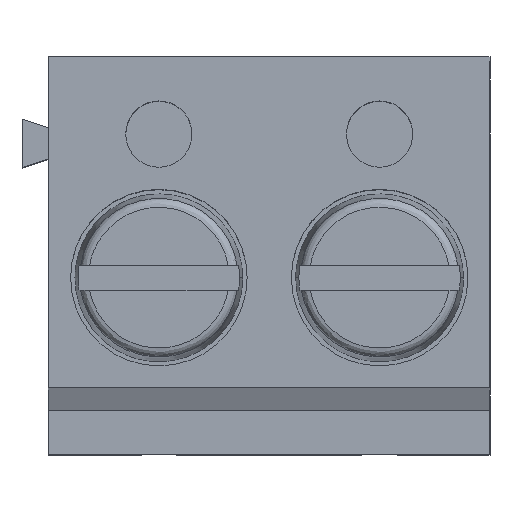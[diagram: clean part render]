
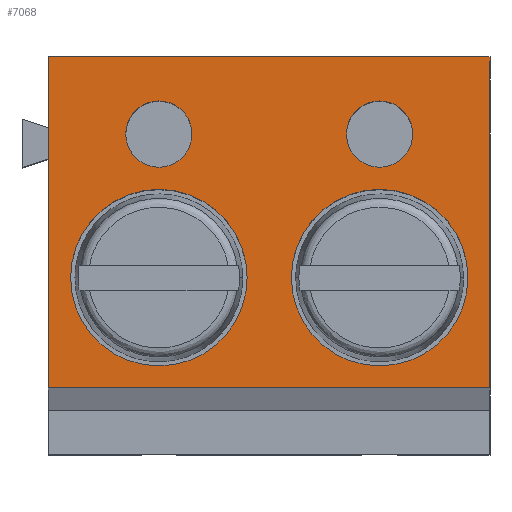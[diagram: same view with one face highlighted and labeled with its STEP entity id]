
A CAD part, top view. The second image highlights one B-rep face of the part: STEP entity #7068.
In plain terms, the highlighted planar face has unit normal (0, 0, -1).
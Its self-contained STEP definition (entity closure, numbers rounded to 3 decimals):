
#64 = CARTESIAN_POINT ( 'NONE',  ( -4.5, -0.5, 12.6 ) ) ;
#121 = EDGE_CURVE ( 'NONE', #13761, #7711, #2223, .T. ) ;
#162 = VERTEX_POINT ( 'NONE', #6240 ) ;
#335 = CIRCLE ( 'NONE', #14650, 0.75 ) ;
#344 = EDGE_LOOP ( 'NONE', ( #1355, #13691 ) ) ;
#403 = AXIS2_PLACEMENT_3D ( 'NONE', #12940, #14177, #10393 ) ;
#409 = CARTESIAN_POINT ( 'NONE',  ( -2.5, -0.5, 12.6 ) ) ;
#619 = AXIS2_PLACEMENT_3D ( 'NONE', #6502, #9479, #1134 ) ;
#957 = VECTOR ( 'NONE', #15185, 1000. ) ;
#1062 = FACE_BOUND ( 'NONE', #7598, .T. ) ;
#1134 = DIRECTION ( 'NONE',  ( 1., 0., 0. ) ) ;
#1210 = DIRECTION ( 'NONE',  ( 0., 1., 0. ) ) ;
#1318 = DIRECTION ( 'NONE',  ( 0., 0., -1. ) ) ;
#1355 = ORIENTED_EDGE ( 'NONE', *, *, #5323, .F. ) ;
#1410 = ORIENTED_EDGE ( 'NONE', *, *, #4802, .F. ) ;
#1672 = EDGE_CURVE ( 'NONE', #12450, #5497, #13200, .T. ) ;
#1705 = CARTESIAN_POINT ( 'NONE',  ( -5., -3., 12.6 ) ) ;
#1747 = CIRCLE ( 'NONE', #17184, 2. ) ;
#1792 = EDGE_CURVE ( 'NONE', #162, #12237, #9026, .T. ) ;
#2025 = CARTESIAN_POINT ( 'NONE',  ( 5., -3., 12.6 ) ) ;
#2110 = DIRECTION ( 'NONE',  ( 1., 0., 0. ) ) ;
#2174 = CARTESIAN_POINT ( 'NONE',  ( 0., -3., 12.6 ) ) ;
#2223 = CIRCLE ( 'NONE', #3901, 0.75 ) ;
#2299 = PLANE ( 'NONE',  #403 ) ;
#2381 = DIRECTION ( 'NONE',  ( -1., 0., 0. ) ) ;
#2737 = DIRECTION ( 'NONE',  ( 0., 0., -1. ) ) ;
#3006 = CARTESIAN_POINT ( 'NONE',  ( -2.5, 2.75, 12.6 ) ) ;
#3069 = ORIENTED_EDGE ( 'NONE', *, *, #7252, .F. ) ;
#3576 = CIRCLE ( 'NONE', #15075, 0.75 ) ;
#3795 = VERTEX_POINT ( 'NONE', #64 ) ;
#3901 = AXIS2_PLACEMENT_3D ( 'NONE', #3006, #2737, #8375 ) ;
#4354 = EDGE_LOOP ( 'NONE', ( #12752, #3069, #8529, #15646 ) ) ;
#4364 = CIRCLE ( 'NONE', #8841, 2. ) ;
#4640 = EDGE_LOOP ( 'NONE', ( #15512, #1410 ) ) ;
#4802 = EDGE_CURVE ( 'NONE', #3795, #6438, #1747, .T. ) ;
#4990 = VERTEX_POINT ( 'NONE', #1705 ) ;
#4998 = EDGE_CURVE ( 'NONE', #5497, #4990, #5126, .T. ) ;
#5126 = LINE ( 'NONE', #10134, #7097 ) ;
#5139 = DIRECTION ( 'NONE',  ( 1., 0., 0. ) ) ;
#5259 = EDGE_LOOP ( 'NONE', ( #16761, #15972 ) ) ;
#5323 = EDGE_CURVE ( 'NONE', #7711, #13761, #8199, .T. ) ;
#5497 = VERTEX_POINT ( 'NONE', #12473 ) ;
#5558 = CARTESIAN_POINT ( 'NONE',  ( 5., 4.5, 12.6 ) ) ;
#5653 = EDGE_CURVE ( 'NONE', #7101, #6050, #335, .T. ) ;
#5791 = DIRECTION ( 'NONE',  ( 1., 0., 0. ) ) ;
#5881 = LINE ( 'NONE', #2174, #957 ) ;
#6050 = VERTEX_POINT ( 'NONE', #13777 ) ;
#6174 = CARTESIAN_POINT ( 'NONE',  ( 1.75, 2.75, 12.6 ) ) ;
#6240 = CARTESIAN_POINT ( 'NONE',  ( 4.5, -0.5, 12.6 ) ) ;
#6282 = ORIENTED_EDGE ( 'NONE', *, *, #1792, .F. ) ;
#6438 = VERTEX_POINT ( 'NONE', #7786 ) ;
#6439 = CARTESIAN_POINT ( 'NONE',  ( 0.5, -0.5, 12.6 ) ) ;
#6502 = CARTESIAN_POINT ( 'NONE',  ( -2.5, 2.75, 12.6 ) ) ;
#6718 = CARTESIAN_POINT ( 'NONE',  ( 2.5, 2.75, 12.6 ) ) ;
#7068 = ADVANCED_FACE ( 'NONE', ( #8808, #16968, #11455, #1062, #13113 ), #2299, .F. ) ;
#7097 = VECTOR ( 'NONE', #7667, 1000. ) ;
#7101 = VERTEX_POINT ( 'NONE', #6174 ) ;
#7252 = EDGE_CURVE ( 'NONE', #4990, #9378, #5881, .T. ) ;
#7307 = DIRECTION ( 'NONE',  ( 0., 0., -1. ) ) ;
#7449 = CARTESIAN_POINT ( 'NONE',  ( 2.5, 2.75, 12.6 ) ) ;
#7598 = EDGE_LOOP ( 'NONE', ( #6282, #13556 ) ) ;
#7667 = DIRECTION ( 'NONE',  ( 0., -1., 0. ) ) ;
#7700 = VECTOR ( 'NONE', #1210, 1000. ) ;
#7711 = VERTEX_POINT ( 'NONE', #14014 ) ;
#7786 = CARTESIAN_POINT ( 'NONE',  ( -0.5, -0.5, 12.6 ) ) ;
#8019 = EDGE_CURVE ( 'NONE', #9378, #12450, #13264, .T. ) ;
#8035 = EDGE_CURVE ( 'NONE', #6438, #3795, #4364, .T. ) ;
#8199 = CIRCLE ( 'NONE', #619, 0.75 ) ;
#8375 = DIRECTION ( 'NONE',  ( 1., 0., 0. ) ) ;
#8529 = ORIENTED_EDGE ( 'NONE', *, *, #4998, .F. ) ;
#8808 = FACE_BOUND ( 'NONE', #4640, .T. ) ;
#8841 = AXIS2_PLACEMENT_3D ( 'NONE', #11784, #8870, #15697 ) ;
#8870 = DIRECTION ( 'NONE',  ( 0., 0., -1. ) ) ;
#9026 = CIRCLE ( 'NONE', #9303, 2. ) ;
#9303 = AXIS2_PLACEMENT_3D ( 'NONE', #9488, #1318, #13726 ) ;
#9378 = VERTEX_POINT ( 'NONE', #2025 ) ;
#9389 = EDGE_CURVE ( 'NONE', #12237, #162, #15578, .T. ) ;
#9431 = DIRECTION ( 'NONE',  ( 0., 0., -1. ) ) ;
#9479 = DIRECTION ( 'NONE',  ( 0., 0., -1. ) ) ;
#9488 = CARTESIAN_POINT ( 'NONE',  ( 2.5, -0.5, 12.6 ) ) ;
#10134 = CARTESIAN_POINT ( 'NONE',  ( -5., 4.5, 12.6 ) ) ;
#10362 = CARTESIAN_POINT ( 'NONE',  ( 5., 0., 12.6 ) ) ;
#10393 = DIRECTION ( 'NONE',  ( 1., 0., 0. ) ) ;
#11250 = EDGE_CURVE ( 'NONE', #6050, #7101, #3576, .T. ) ;
#11455 = FACE_BOUND ( 'NONE', #344, .T. ) ;
#11784 = CARTESIAN_POINT ( 'NONE',  ( -2.5, -0.5, 12.6 ) ) ;
#11807 = CARTESIAN_POINT ( 'NONE',  ( 5., 4.5, 12.6 ) ) ;
#12237 = VERTEX_POINT ( 'NONE', #6439 ) ;
#12450 = VERTEX_POINT ( 'NONE', #5558 ) ;
#12473 = CARTESIAN_POINT ( 'NONE',  ( -5., 4.5, 12.6 ) ) ;
#12519 = AXIS2_PLACEMENT_3D ( 'NONE', #15286, #7307, #2110 ) ;
#12548 = DIRECTION ( 'NONE',  ( 0., 0., -1. ) ) ;
#12752 = ORIENTED_EDGE ( 'NONE', *, *, #8019, .F. ) ;
#12813 = DIRECTION ( 'NONE',  ( 0., 0., -1. ) ) ;
#12940 = CARTESIAN_POINT ( 'NONE',  ( 0., 0., 12.6 ) ) ;
#13113 = FACE_OUTER_BOUND ( 'NONE', #4354, .T. ) ;
#13200 = LINE ( 'NONE', #11807, #15741 ) ;
#13264 = LINE ( 'NONE', #10362, #7700 ) ;
#13556 = ORIENTED_EDGE ( 'NONE', *, *, #9389, .F. ) ;
#13691 = ORIENTED_EDGE ( 'NONE', *, *, #121, .F. ) ;
#13726 = DIRECTION ( 'NONE',  ( 1., 0., 0. ) ) ;
#13761 = VERTEX_POINT ( 'NONE', #15316 ) ;
#13777 = CARTESIAN_POINT ( 'NONE',  ( 3.25, 2.75, 12.6 ) ) ;
#14014 = CARTESIAN_POINT ( 'NONE',  ( -1.75, 2.75, 12.6 ) ) ;
#14177 = DIRECTION ( 'NONE',  ( 0., 0., 1. ) ) ;
#14220 = DIRECTION ( 'NONE',  ( 1., 0., 0. ) ) ;
#14650 = AXIS2_PLACEMENT_3D ( 'NONE', #7449, #12813, #14220 ) ;
#15075 = AXIS2_PLACEMENT_3D ( 'NONE', #6718, #9431, #5139 ) ;
#15185 = DIRECTION ( 'NONE',  ( 1., 0., 0. ) ) ;
#15286 = CARTESIAN_POINT ( 'NONE',  ( 2.5, -0.5, 12.6 ) ) ;
#15316 = CARTESIAN_POINT ( 'NONE',  ( -3.25, 2.75, 12.6 ) ) ;
#15512 = ORIENTED_EDGE ( 'NONE', *, *, #8035, .F. ) ;
#15578 = CIRCLE ( 'NONE', #12519, 2. ) ;
#15646 = ORIENTED_EDGE ( 'NONE', *, *, #1672, .F. ) ;
#15697 = DIRECTION ( 'NONE',  ( 1., 0., 0. ) ) ;
#15741 = VECTOR ( 'NONE', #2381, 1000. ) ;
#15972 = ORIENTED_EDGE ( 'NONE', *, *, #5653, .F. ) ;
#16761 = ORIENTED_EDGE ( 'NONE', *, *, #11250, .F. ) ;
#16968 = FACE_BOUND ( 'NONE', #5259, .T. ) ;
#17184 = AXIS2_PLACEMENT_3D ( 'NONE', #409, #12548, #5791 ) ;
